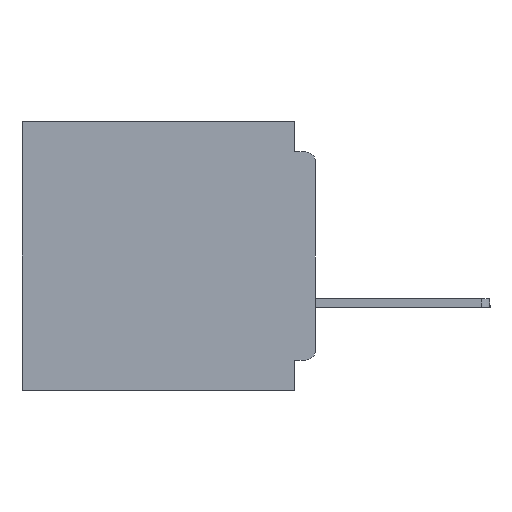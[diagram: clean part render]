
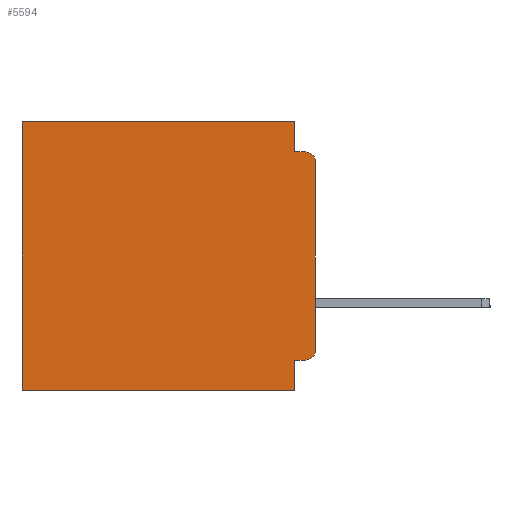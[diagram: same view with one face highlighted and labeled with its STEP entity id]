
A CAD part, left-side view. The second image highlights one B-rep face of the part: STEP entity #5594.
In plain terms, the highlighted planar face has unit normal (-1, 0, 0).
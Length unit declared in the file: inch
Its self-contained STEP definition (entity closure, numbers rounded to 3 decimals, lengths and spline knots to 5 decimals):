
#609 = EDGE_CURVE ( 'NONE', #14242, #6906, #30359, .T. ) ;
#3062 = VERTEX_POINT ( 'NONE', #56722 ) ;
#3686 = CARTESIAN_POINT ( 'NONE',  ( 0.3, 0.031, -0.045 ) ) ;
#3972 = VECTOR ( 'NONE', #22327, 39.37008 ) ;
#5018 = CARTESIAN_POINT ( 'NONE',  ( 0.3, 0.015, -0.045 ) ) ;
#5315 = ORIENTED_EDGE ( 'NONE', *, *, #17956, .F. ) ;
#5594 = ADVANCED_FACE ( 'NONE', ( #7491 ), #28790, .F. ) ;
#6906 = VERTEX_POINT ( 'NONE', #8079 ) ;
#7491 = FACE_OUTER_BOUND ( 'NONE', #38991, .T. ) ;
#8017 = DIRECTION ( 'NONE',  ( 1., 0., 0. ) ) ;
#8079 = CARTESIAN_POINT ( 'NONE',  ( 0.3, 0.437, -0.4 ) ) ;
#9215 = AXIS2_PLACEMENT_3D ( 'NONE', #65520, #8017, #44774 ) ;
#11983 = CARTESIAN_POINT ( 'NONE',  ( 0.3, 0., 0. ) ) ;
#12137 = LINE ( 'NONE', #25422, #24532 ) ;
#13115 = ORIENTED_EDGE ( 'NONE', *, *, #49032, .T. ) ;
#14242 = VERTEX_POINT ( 'NONE', #65050 ) ;
#14662 = ORIENTED_EDGE ( 'NONE', *, *, #63467, .F. ) ;
#15504 = AXIS2_PLACEMENT_3D ( 'NONE', #57790, #26503, #63022 ) ;
#15579 = CIRCLE ( 'NONE', #29394, 0.015 ) ;
#17002 = LINE ( 'NONE', #18430, #43227 ) ;
#17148 = CIRCLE ( 'NONE', #15504, 0.015 ) ;
#17466 = VECTOR ( 'NONE', #59314, 39.37008 ) ;
#17956 = EDGE_CURVE ( 'NONE', #60605, #14242, #60357, .T. ) ;
#18102 = ORIENTED_EDGE ( 'NONE', *, *, #29603, .F. ) ;
#18430 = CARTESIAN_POINT ( 'NONE',  ( 0.3, 0.437, -0.4 ) ) ;
#18820 = VERTEX_POINT ( 'NONE', #3686 ) ;
#19432 = EDGE_CURVE ( 'NONE', #3062, #60605, #12137, .T. ) ;
#20409 = DIRECTION ( 'NONE',  ( 0., 1., 0. ) ) ;
#21485 = DIRECTION ( 'NONE',  ( -1., 0., 0. ) ) ;
#21636 = EDGE_CURVE ( 'NONE', #22972, #36923, #51277, .T. ) ;
#22327 = DIRECTION ( 'NONE',  ( 0., 1., 0. ) ) ;
#22972 = VERTEX_POINT ( 'NONE', #26893 ) ;
#23387 = CARTESIAN_POINT ( 'NONE',  ( 0.3, 0., -0.4 ) ) ;
#23723 = DIRECTION ( 'NONE',  ( 0., 0., -1. ) ) ;
#23776 = ORIENTED_EDGE ( 'NONE', *, *, #43540, .T. ) ;
#24532 = VECTOR ( 'NONE', #20409, 39.37008 ) ;
#25422 = CARTESIAN_POINT ( 'NONE',  ( 0.3, 0., -0.355 ) ) ;
#25536 = CARTESIAN_POINT ( 'NONE',  ( 0.3, 0.031, -0.355 ) ) ;
#26503 = DIRECTION ( 'NONE',  ( -1., 0., 0. ) ) ;
#26893 = CARTESIAN_POINT ( 'NONE',  ( 0.3, 0.031, 0. ) ) ;
#28008 = CARTESIAN_POINT ( 'NONE',  ( 0.3, 0.031, 0. ) ) ;
#28076 = ORIENTED_EDGE ( 'NONE', *, *, #62800, .T. ) ;
#28790 = PLANE ( 'NONE',  #9215 ) ;
#29394 = AXIS2_PLACEMENT_3D ( 'NONE', #52756, #21485, #58038 ) ;
#29466 = ORIENTED_EDGE ( 'NONE', *, *, #19432, .F. ) ;
#29603 = EDGE_CURVE ( 'NONE', #22972, #18820, #33076, .T. ) ;
#30359 = LINE ( 'NONE', #23387, #3972 ) ;
#32576 = VECTOR ( 'NONE', #38121, 39.37008 ) ;
#32894 = CARTESIAN_POINT ( 'NONE',  ( 0.3, 0.031, -0.4 ) ) ;
#33076 = LINE ( 'NONE', #28008, #17466 ) ;
#35327 = EDGE_CURVE ( 'NONE', #44438, #38610, #52552, .T. ) ;
#35782 = DIRECTION ( 'NONE',  ( 0., -1., 0. ) ) ;
#36923 = VERTEX_POINT ( 'NONE', #46544 ) ;
#38121 = DIRECTION ( 'NONE',  ( 0., 0., -1. ) ) ;
#38610 = VERTEX_POINT ( 'NONE', #40652 ) ;
#38739 = CARTESIAN_POINT ( 'NONE',  ( 0.3, 0., -0.06 ) ) ;
#38991 = EDGE_LOOP ( 'NONE', ( #40738, #13115, #14662, #18102, #48959, #28076, #60539, #5315, #29466, #23776 ) ) ;
#39593 = CARTESIAN_POINT ( 'NONE',  ( 0.3, 0., -0.4 ) ) ;
#40652 = CARTESIAN_POINT ( 'NONE',  ( 0.3, 0., -0.34 ) ) ;
#40738 = ORIENTED_EDGE ( 'NONE', *, *, #35327, .F. ) ;
#43227 = VECTOR ( 'NONE', #23723, 39.37008 ) ;
#43540 = EDGE_CURVE ( 'NONE', #3062, #38610, #17148, .T. ) ;
#44438 = VERTEX_POINT ( 'NONE', #38739 ) ;
#44774 = DIRECTION ( 'NONE',  ( 0., 0., -1. ) ) ;
#44842 = DIRECTION ( 'NONE',  ( 0., 0., -1. ) ) ;
#46544 = CARTESIAN_POINT ( 'NONE',  ( 0.3, 0.437, 0. ) ) ;
#48959 = ORIENTED_EDGE ( 'NONE', *, *, #21636, .T. ) ;
#49032 = EDGE_CURVE ( 'NONE', #44438, #60089, #15579, .T. ) ;
#49664 = VECTOR ( 'NONE', #53918, 39.37008 ) ;
#50937 = VECTOR ( 'NONE', #44842, 39.37008 ) ;
#51277 = LINE ( 'NONE', #11983, #49664 ) ;
#52552 = LINE ( 'NONE', #39593, #50937 ) ;
#52756 = CARTESIAN_POINT ( 'NONE',  ( 0.3, 0.015, -0.06 ) ) ;
#53834 = LINE ( 'NONE', #66976, #57136 ) ;
#53918 = DIRECTION ( 'NONE',  ( 0., 1., 0. ) ) ;
#56722 = CARTESIAN_POINT ( 'NONE',  ( 0.3, 0.015, -0.355 ) ) ;
#57136 = VECTOR ( 'NONE', #35782, 39.37008 ) ;
#57790 = CARTESIAN_POINT ( 'NONE',  ( 0.3, 0.015, -0.34 ) ) ;
#58038 = DIRECTION ( 'NONE',  ( 0., 0., -1. ) ) ;
#59314 = DIRECTION ( 'NONE',  ( 0., 0., -1. ) ) ;
#60089 = VERTEX_POINT ( 'NONE', #5018 ) ;
#60357 = LINE ( 'NONE', #32894, #32576 ) ;
#60539 = ORIENTED_EDGE ( 'NONE', *, *, #609, .F. ) ;
#60605 = VERTEX_POINT ( 'NONE', #25536 ) ;
#62800 = EDGE_CURVE ( 'NONE', #36923, #6906, #17002, .T. ) ;
#63022 = DIRECTION ( 'NONE',  ( 0., 0., -1. ) ) ;
#63467 = EDGE_CURVE ( 'NONE', #18820, #60089, #53834, .T. ) ;
#65050 = CARTESIAN_POINT ( 'NONE',  ( 0.3, 0.031, -0.4 ) ) ;
#65520 = CARTESIAN_POINT ( 'NONE',  ( 0.3, 0., -0.4 ) ) ;
#66976 = CARTESIAN_POINT ( 'NONE',  ( 0.3, 0., -0.045 ) ) ;
